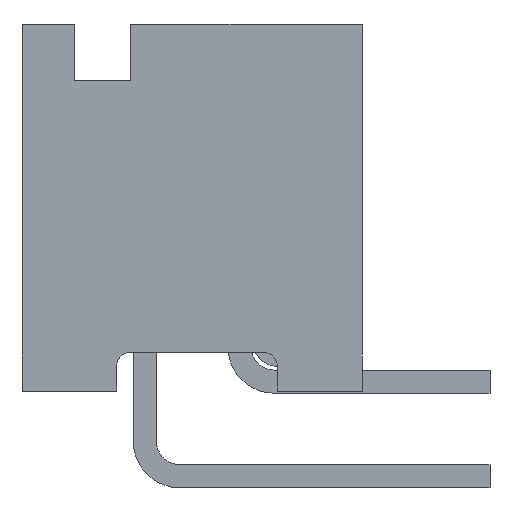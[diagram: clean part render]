
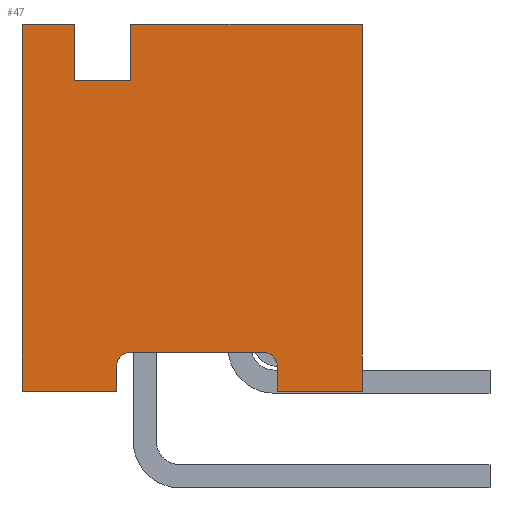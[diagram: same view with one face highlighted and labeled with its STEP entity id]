
A CAD part, left-side view. The second image highlights one B-rep face of the part: STEP entity #47.
In plain terms, the highlighted planar face has unit normal (-1, 0, 0).
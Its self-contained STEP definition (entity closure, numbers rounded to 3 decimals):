
#47=ADVANCED_FACE('',(#241),#242,.F.);
#241=FACE_OUTER_BOUND('',#645,.T.);
#242=PLANE('',#646);
#645=EDGE_LOOP('',(#1054,#1055,#1056,#1057,#1058,#1059,#1060,#1061,#1062,#1063,#1064,#1065,#1066,#1067));
#646=AXIS2_PLACEMENT_3D('',#1068,#1069,#1070);
#1054=ORIENTED_EDGE('',*,*,#2635,.F.);
#1055=ORIENTED_EDGE('',*,*,#2636,.T.);
#1056=ORIENTED_EDGE('',*,*,#2637,.F.);
#1057=ORIENTED_EDGE('',*,*,#2638,.F.);
#1058=ORIENTED_EDGE('',*,*,#2639,.F.);
#1059=ORIENTED_EDGE('',*,*,#2640,.F.);
#1060=ORIENTED_EDGE('',*,*,#2641,.F.);
#1061=ORIENTED_EDGE('',*,*,#2642,.T.);
#1062=ORIENTED_EDGE('',*,*,#2643,.F.);
#1063=ORIENTED_EDGE('',*,*,#2644,.F.);
#1064=ORIENTED_EDGE('',*,*,#2645,.T.);
#1065=ORIENTED_EDGE('',*,*,#2646,.F.);
#1066=ORIENTED_EDGE('',*,*,#2647,.T.);
#1067=ORIENTED_EDGE('',*,*,#2648,.T.);
#1068=CARTESIAN_POINT('',(-10.16,0.0,0.0));
#1069=DIRECTION('',(1.0,0.0,0.0));
#1070=DIRECTION('',(0.0,1.0,0.0));
#2635=EDGE_CURVE('',#3143,#3144,#3145,.T.);
#2636=EDGE_CURVE('',#3143,#3146,#3147,.T.);
#2637=EDGE_CURVE('',#3148,#3146,#3149,.T.);
#2638=EDGE_CURVE('',#3150,#3148,#3151,.T.);
#2639=EDGE_CURVE('',#3152,#3150,#3153,.T.);
#2640=EDGE_CURVE('',#3154,#3152,#3155,.T.);
#2641=EDGE_CURVE('',#3156,#3154,#3157,.T.);
#2642=EDGE_CURVE('',#3156,#3158,#3159,.T.);
#2643=EDGE_CURVE('',#3160,#3158,#3161,.T.);
#2644=EDGE_CURVE('',#3162,#3160,#3163,.T.);
#2645=EDGE_CURVE('',#3162,#3164,#3165,.T.);
#2646=EDGE_CURVE('',#3166,#3164,#3167,.T.);
#2647=EDGE_CURVE('',#3166,#3168,#3169,.T.);
#2648=EDGE_CURVE('',#3168,#3144,#3170,.T.);
#3143=VERTEX_POINT('',#3983);
#3144=VERTEX_POINT('',#3984);
#3145=LINE('',#3985,#3986);
#3146=VERTEX_POINT('',#3987);
#3147=LINE('',#3988,#3989);
#3148=VERTEX_POINT('',#3990);
#3149=LINE('',#3991,#3992);
#3150=VERTEX_POINT('',#3993);
#3151=LINE('',#3994,#3995);
#3152=VERTEX_POINT('',#3996);
#3153=LINE('',#3997,#3998);
#3154=VERTEX_POINT('',#3999);
#3155=LINE('',#4000,#4001);
#3156=VERTEX_POINT('',#4002);
#3157=LINE('',#4003,#4004);
#3158=VERTEX_POINT('',#4005);
#3159=LINE('',#4006,#4007);
#3160=VERTEX_POINT('',#4008);
#3161=LINE('',#4009,#4010);
#3162=VERTEX_POINT('',#4011);
#3163=LINE('',#4012,#4013);
#3164=VERTEX_POINT('',#4014);
#3165=CIRCLE('',#4015,0.381);
#3166=VERTEX_POINT('',#4016);
#3167=LINE('',#4017,#4018);
#3168=VERTEX_POINT('',#4019);
#3169=CIRCLE('',#4020,0.381);
#3170=LINE('',#4021,#4022);
#3983=CARTESIAN_POINT('',(-10.16,-4.572,-9.855));
#3984=CARTESIAN_POINT('',(-10.16,-2.286,-9.855));
#3985=CARTESIAN_POINT('',(-10.16,-4.572,-9.855));
#3986=VECTOR('',#5281,2.286);
#3987=CARTESIAN_POINT('',(-10.16,-4.572,0.0));
#3988=CARTESIAN_POINT('',(-10.16,-4.572,-9.855));
#3989=VECTOR('',#5282,9.855);
#3990=CARTESIAN_POINT('',(-10.16,1.651,0.0));
#3991=CARTESIAN_POINT('',(-10.16,1.651,0.0));
#3992=VECTOR('',#5283,6.223);
#3993=CARTESIAN_POINT('',(-10.16,1.651,-1.524));
#3994=CARTESIAN_POINT('',(-10.16,1.651,-1.524));
#3995=VECTOR('',#5284,1.524);
#3996=CARTESIAN_POINT('',(-10.16,3.175,-1.524));
#3997=CARTESIAN_POINT('',(-10.16,3.175,-1.524));
#3998=VECTOR('',#5285,1.524);
#3999=CARTESIAN_POINT('',(-10.16,3.175,0.0));
#4000=CARTESIAN_POINT('',(-10.16,3.175,0.0));
#4001=VECTOR('',#5286,1.524);
#4002=CARTESIAN_POINT('',(-10.16,4.572,0.0));
#4003=CARTESIAN_POINT('',(-10.16,4.572,0.0));
#4004=VECTOR('',#5287,1.397);
#4005=CARTESIAN_POINT('',(-10.16,4.572,-9.855));
#4006=CARTESIAN_POINT('',(-10.16,4.572,0.0));
#4007=VECTOR('',#5288,9.855);
#4008=CARTESIAN_POINT('',(-10.16,2.032,-9.855));
#4009=CARTESIAN_POINT('',(-10.16,2.032,-9.855));
#4010=VECTOR('',#5289,2.54);
#4011=CARTESIAN_POINT('',(-10.16,2.032,-9.195));
#4012=CARTESIAN_POINT('',(-10.16,2.032,-9.195));
#4013=VECTOR('',#5290,0.66);
#4014=CARTESIAN_POINT('',(-10.16,1.651,-8.814));
#4015=AXIS2_PLACEMENT_3D('',#5291,#5292,#5293);
#4016=CARTESIAN_POINT('',(-10.16,-1.905,-8.814));
#4017=CARTESIAN_POINT('',(-10.16,-1.905,-8.814));
#4018=VECTOR('',#5294,3.556);
#4019=CARTESIAN_POINT('',(-10.16,-2.286,-9.195));
#4020=AXIS2_PLACEMENT_3D('',#5295,#5296,#5297);
#4021=CARTESIAN_POINT('',(-10.16,-2.286,-9.195));
#4022=VECTOR('',#5298,0.66);
#5281=DIRECTION('',(0.0,1.0,0.0));
#5282=DIRECTION('',(0.0,0.0,1.0));
#5283=DIRECTION('',(0.0,-1.0,0.0));
#5284=DIRECTION('',(0.0,0.0,1.0));
#5285=DIRECTION('',(0.0,-1.0,0.0));
#5286=DIRECTION('',(0.0,0.0,-1.0));
#5287=DIRECTION('',(0.0,-1.0,0.0));
#5288=DIRECTION('',(0.0,0.0,-1.0));
#5289=DIRECTION('',(0.0,1.0,0.0));
#5290=DIRECTION('',(0.0,0.0,-1.0));
#5291=CARTESIAN_POINT('',(-10.16,1.651,-9.195));
#5292=DIRECTION('',(1.0,0.0,0.0));
#5293=DIRECTION('',(0.0,1.0,0.0));
#5294=DIRECTION('',(0.0,1.0,0.0));
#5295=CARTESIAN_POINT('',(-10.16,-1.905,-9.195));
#5296=DIRECTION('',(1.0,0.0,-0.0));
#5297=DIRECTION('',(0.0,0.0,1.0));
#5298=DIRECTION('',(0.0,0.0,-1.0));
